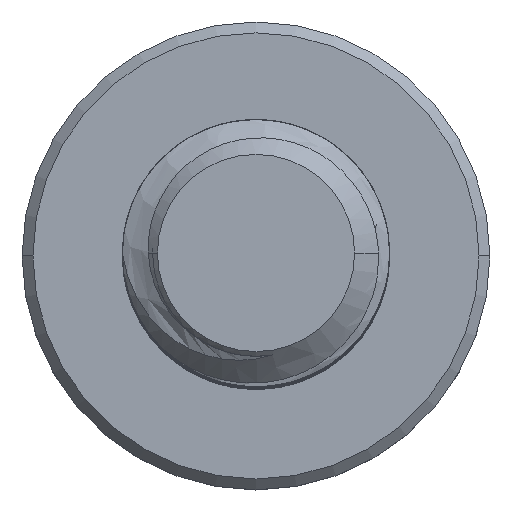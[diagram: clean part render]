
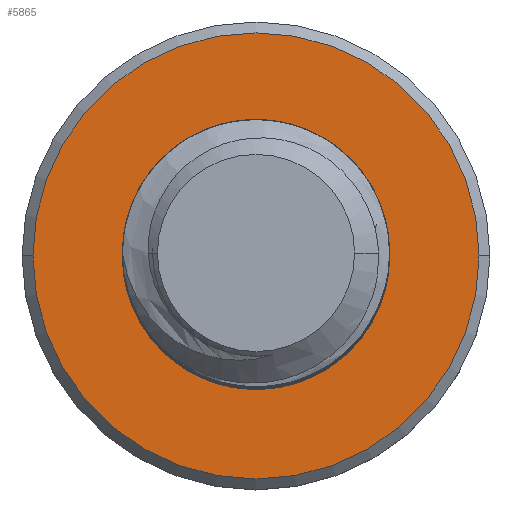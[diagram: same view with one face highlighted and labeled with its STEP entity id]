
A CAD part, top view. The second image highlights one B-rep face of the part: STEP entity #5865.
In plain terms, the highlighted planar face has unit normal (0, 0, 1).
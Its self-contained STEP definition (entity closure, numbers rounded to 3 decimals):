
#333 = CARTESIAN_POINT ( 'NONE',  ( 0., 0., -11.85 ) ) ;
#422 = AXIS2_PLACEMENT_3D ( 'NONE', #876, #5714, #2241 ) ;
#876 = CARTESIAN_POINT ( 'NONE',  ( 0., 0., -11.85 ) ) ;
#1011 = CARTESIAN_POINT ( 'NONE',  ( 0., 0., -11.85 ) ) ;
#1228 = AXIS2_PLACEMENT_3D ( 'NONE', #7756, #5044, #3603 ) ;
#1287 = CIRCLE ( 'NONE', #6883, 2. ) ;
#1878 = AXIS2_PLACEMENT_3D ( 'NONE', #333, #3671, #7125 ) ;
#1889 = VERTEX_POINT ( 'NONE', #4175 ) ;
#2090 = CARTESIAN_POINT ( 'NONE',  ( -2., 0., -11.85 ) ) ;
#2241 = DIRECTION ( 'NONE',  ( 1., 0., 0. ) ) ;
#2288 = ORIENTED_EDGE ( 'NONE', *, *, #7689, .F. ) ;
#2741 = ORIENTED_EDGE ( 'NONE', *, *, #4996, .T. ) ;
#3029 = DIRECTION ( 'NONE',  ( 0., 0., 1. ) ) ;
#3278 = VERTEX_POINT ( 'NONE', #8070 ) ;
#3439 = ORIENTED_EDGE ( 'NONE', *, *, #8860, .F. ) ;
#3491 = PLANE ( 'NONE',  #1228 ) ;
#3583 = DIRECTION ( 'NONE',  ( 0., 0., 1. ) ) ;
#3603 = DIRECTION ( 'NONE',  ( 1., 0., 0. ) ) ;
#3614 = CARTESIAN_POINT ( 'NONE',  ( 0., 0., -11.85 ) ) ;
#3631 = DIRECTION ( 'NONE',  ( 1., 0., 0. ) ) ;
#3671 = DIRECTION ( 'NONE',  ( 0., 0., 1. ) ) ;
#3739 = CIRCLE ( 'NONE', #1878, 3.338 ) ;
#4175 = CARTESIAN_POINT ( 'NONE',  ( 3.338, 0., -11.85 ) ) ;
#4472 = EDGE_CURVE ( 'NONE', #3278, #1889, #6230, .T. ) ;
#4519 = ORIENTED_EDGE ( 'NONE', *, *, #4472, .T. ) ;
#4810 = VERTEX_POINT ( 'NONE', #2090 ) ;
#4955 = DIRECTION ( 'NONE',  ( 1., 0., 0. ) ) ;
#4996 = EDGE_CURVE ( 'NONE', #1889, #3278, #3739, .T. ) ;
#4999 = CIRCLE ( 'NONE', #422, 2. ) ;
#5044 = DIRECTION ( 'NONE',  ( 0., 0., 1. ) ) ;
#5252 = AXIS2_PLACEMENT_3D ( 'NONE', #3614, #3583, #4955 ) ;
#5714 = DIRECTION ( 'NONE',  ( 0., 0., 1. ) ) ;
#5865 = ADVANCED_FACE ( 'NONE', ( #8597, #8587 ), #3491, .T. ) ;
#5921 = VERTEX_POINT ( 'NONE', #7725 ) ;
#6230 = CIRCLE ( 'NONE', #5252, 3.338 ) ;
#6883 = AXIS2_PLACEMENT_3D ( 'NONE', #1011, #3029, #3631 ) ;
#7125 = DIRECTION ( 'NONE',  ( 1., 0., 0. ) ) ;
#7689 = EDGE_CURVE ( 'NONE', #5921, #4810, #1287, .T. ) ;
#7725 = CARTESIAN_POINT ( 'NONE',  ( 2., 0., -11.85 ) ) ;
#7756 = CARTESIAN_POINT ( 'NONE',  ( 3.338, 0., -11.85 ) ) ;
#8070 = CARTESIAN_POINT ( 'NONE',  ( -3.338, 0., -11.85 ) ) ;
#8354 = EDGE_LOOP ( 'NONE', ( #3439, #2288 ) ) ;
#8587 = FACE_OUTER_BOUND ( 'NONE', #8885, .T. ) ;
#8597 = FACE_BOUND ( 'NONE', #8354, .T. ) ;
#8860 = EDGE_CURVE ( 'NONE', #4810, #5921, #4999, .T. ) ;
#8885 = EDGE_LOOP ( 'NONE', ( #4519, #2741 ) ) ;
